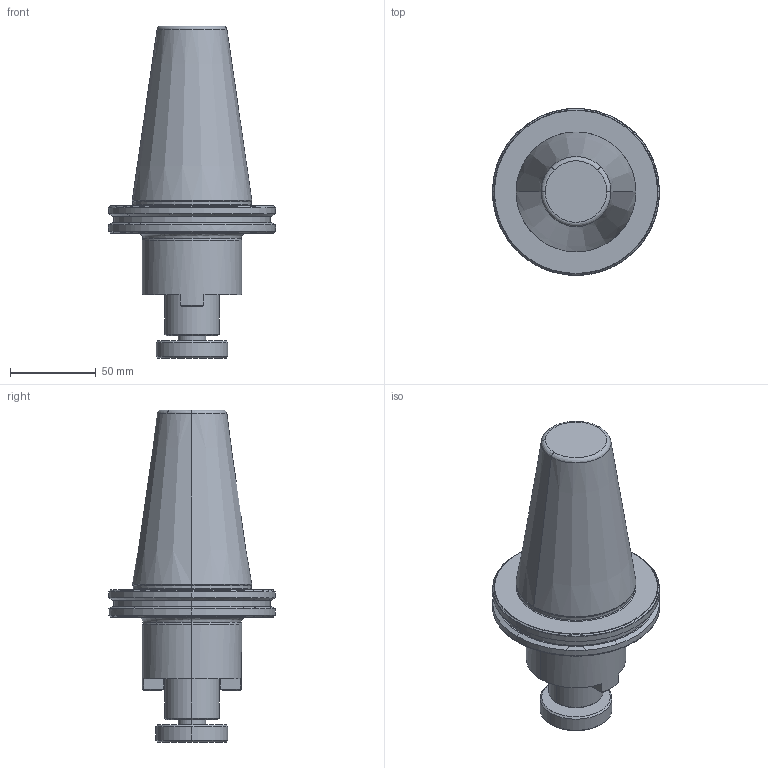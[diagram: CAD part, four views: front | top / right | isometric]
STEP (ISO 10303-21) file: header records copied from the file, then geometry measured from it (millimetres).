
FILE_DESCRIPTION (( 'STEP AP203' ), '1' );
FILE_NAME ('SK 50 CSMA32 055 AD-6.3G15000 SL SP.STEP', '2019-05-09T09:07:15', ( '' ), ( '' ), 'SwSTEP 2.0', 'SolidWorks 2014', '' );
FILE_SCHEMA (( 'CONFIG_CONTROL_DESIGN' ));
Length unit declared in the file: millimetre
Products named in the file (1): SK 50 CSMA32 055 AD-6.3G15000 SL SP
Bounding box: 97.5 x 97.42 x 193.75 mm (x, y, z)
Volume: 504394.7 mm3; surface area: 49519.6 mm2
Topology: 1 solids, 1 shells, 121 faces, 287 edges, 175 vertices
Faces by surface type: cone 40, bspline 28, plane 19, cylinder 18, torus 16
Entity records: 4960 total; most frequent: CARTESIAN_POINT 2308, ORIENTED_EDGE 574, DIRECTION 521, EDGE_CURVE 287, AXIS2_PLACEMENT_3D 233, VERTEX_POINT 175, CIRCLE 139, EDGE_LOOP 128
